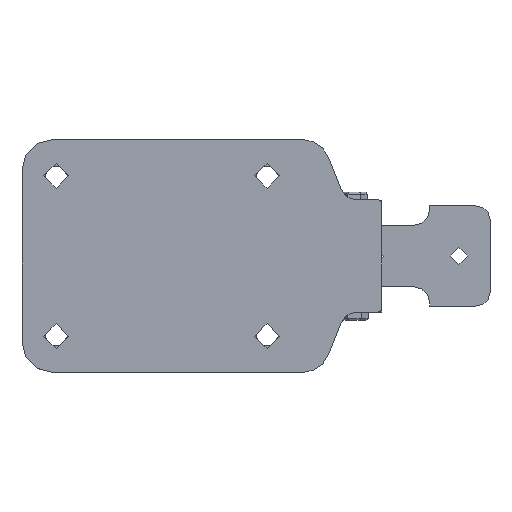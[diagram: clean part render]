
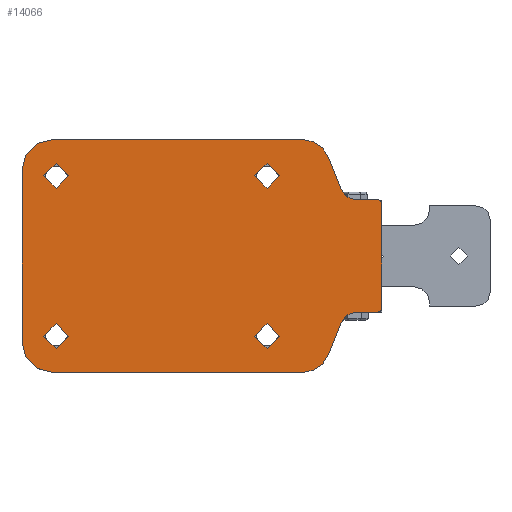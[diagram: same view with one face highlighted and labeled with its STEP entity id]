
A CAD part, top view. The second image highlights one B-rep face of the part: STEP entity #14066.
In plain terms, the highlighted planar face has unit normal (0, 0, 1).
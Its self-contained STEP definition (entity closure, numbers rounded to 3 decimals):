
#580=FACE_BOUND('',#2461,.T.);
#581=FACE_BOUND('',#2462,.T.);
#582=FACE_BOUND('',#2463,.T.);
#583=FACE_BOUND('',#2464,.T.);
#912=PLANE('',#15479);
#1621=FACE_OUTER_BOUND('',#2460,.T.);
#2460=EDGE_LOOP('',(#11732,#11733,#11734,#11735,#11736,#11737,#11738,#11739,
#11740,#11741,#11742,#11743,#11744,#11745,#11746,#11747));
#2461=EDGE_LOOP('',(#11748));
#2462=EDGE_LOOP('',(#11749));
#2463=EDGE_LOOP('',(#11750));
#2464=EDGE_LOOP('',(#11751));
#3460=LINE('',#22985,#4762);
#3508=LINE('',#23101,#4810);
#3510=LINE('',#23105,#4812);
#3624=LINE('',#23394,#4926);
#3627=LINE('',#23402,#4929);
#3655=LINE('',#23468,#4957);
#3657=LINE('',#23475,#4959);
#3685=LINE('',#23542,#4987);
#4762=VECTOR('',#18032,1000.);
#4810=VECTOR('',#18112,1000.);
#4812=VECTOR('',#18116,1000.);
#4926=VECTOR('',#18394,1000.);
#4929=VECTOR('',#18403,1000.);
#4957=VECTOR('',#18483,1000.);
#4959=VECTOR('',#18491,1000.);
#4987=VECTOR('',#18573,1000.);
#5625=CIRCLE('',#15298,6.25);
#5627=CIRCLE('',#15301,6.25);
#5629=CIRCLE('',#15304,6.25);
#5631=CIRCLE('',#15307,6.25);
#5634=CIRCLE('',#15311,14.);
#5635=CIRCLE('',#15313,14.);
#5638=CIRCLE('',#15317,15.);
#5640=CIRCLE('',#15320,15.);
#5685=CIRCLE('',#15422,8.);
#5686=CIRCLE('',#15425,2.);
#5690=CIRCLE('',#15451,8.);
#5691=CIRCLE('',#15454,2.);
#6521=VERTEX_POINT('',#22924);
#6523=VERTEX_POINT('',#22930);
#6525=VERTEX_POINT('',#22936);
#6527=VERTEX_POINT('',#22942);
#6531=VERTEX_POINT('',#22951);
#6532=VERTEX_POINT('',#22953);
#6533=VERTEX_POINT('',#22957);
#6534=VERTEX_POINT('',#22958);
#6539=VERTEX_POINT('',#22969);
#6540=VERTEX_POINT('',#22971);
#6543=VERTEX_POINT('',#22978);
#6544=VERTEX_POINT('',#22980);
#6597=VERTEX_POINT('',#23103);
#6690=VERTEX_POINT('',#23393);
#6691=VERTEX_POINT('',#23397);
#6692=VERTEX_POINT('',#23401);
#6693=VERTEX_POINT('',#23405);
#6705=VERTEX_POINT('',#23470);
#6706=VERTEX_POINT('',#23474);
#6707=VERTEX_POINT('',#23478);
#8167=EDGE_CURVE('',#6521,#6521,#5625,.T.);
#8170=EDGE_CURVE('',#6523,#6523,#5627,.T.);
#8173=EDGE_CURVE('',#6525,#6525,#5629,.T.);
#8176=EDGE_CURVE('',#6527,#6527,#5631,.T.);
#8181=EDGE_CURVE('',#6531,#6532,#5634,.T.);
#8183=EDGE_CURVE('',#6533,#6534,#5635,.T.);
#8189=EDGE_CURVE('',#6539,#6540,#5638,.T.);
#8193=EDGE_CURVE('',#6543,#6544,#5640,.T.);
#8196=EDGE_CURVE('',#6534,#6543,#3460,.F.);
#8258=EDGE_CURVE('',#6531,#6540,#3508,.T.);
#8260=EDGE_CURVE('',#6597,#6533,#3510,.T.);
#8404=EDGE_CURVE('',#6690,#6532,#3624,.T.);
#8406=EDGE_CURVE('',#6691,#6690,#5685,.T.);
#8408=EDGE_CURVE('',#6692,#6691,#3627,.T.);
#8410=EDGE_CURVE('',#6693,#6692,#5686,.T.);
#8440=EDGE_CURVE('',#6544,#6539,#3655,.T.);
#8441=EDGE_CURVE('',#6705,#6597,#5690,.T.);
#8443=EDGE_CURVE('',#6706,#6705,#3657,.T.);
#8445=EDGE_CURVE('',#6707,#6706,#5691,.T.);
#8475=EDGE_CURVE('',#6693,#6707,#3685,.T.);
#11732=ORIENTED_EDGE('',*,*,#8193,.F.);
#11733=ORIENTED_EDGE('',*,*,#8196,.F.);
#11734=ORIENTED_EDGE('',*,*,#8183,.F.);
#11735=ORIENTED_EDGE('',*,*,#8260,.F.);
#11736=ORIENTED_EDGE('',*,*,#8441,.F.);
#11737=ORIENTED_EDGE('',*,*,#8443,.F.);
#11738=ORIENTED_EDGE('',*,*,#8445,.F.);
#11739=ORIENTED_EDGE('',*,*,#8475,.F.);
#11740=ORIENTED_EDGE('',*,*,#8410,.T.);
#11741=ORIENTED_EDGE('',*,*,#8408,.T.);
#11742=ORIENTED_EDGE('',*,*,#8406,.T.);
#11743=ORIENTED_EDGE('',*,*,#8404,.T.);
#11744=ORIENTED_EDGE('',*,*,#8181,.F.);
#11745=ORIENTED_EDGE('',*,*,#8258,.T.);
#11746=ORIENTED_EDGE('',*,*,#8189,.F.);
#11747=ORIENTED_EDGE('',*,*,#8440,.F.);
#11748=ORIENTED_EDGE('',*,*,#8176,.T.);
#11749=ORIENTED_EDGE('',*,*,#8173,.T.);
#11750=ORIENTED_EDGE('',*,*,#8170,.T.);
#11751=ORIENTED_EDGE('',*,*,#8167,.T.);
#14066=ADVANCED_FACE('',(#1621,#580,#581,#582,#583),#912,.F.);
#15298=AXIS2_PLACEMENT_3D('',#22925,#17971,#17972);
#15301=AXIS2_PLACEMENT_3D('',#22931,#17978,#17979);
#15304=AXIS2_PLACEMENT_3D('',#22937,#17985,#17986);
#15307=AXIS2_PLACEMENT_3D('',#22943,#17992,#17993);
#15311=AXIS2_PLACEMENT_3D('',#22954,#18002,#18003);
#15313=AXIS2_PLACEMENT_3D('',#22959,#18007,#18008);
#15317=AXIS2_PLACEMENT_3D('',#22972,#18018,#18019);
#15320=AXIS2_PLACEMENT_3D('',#22981,#18026,#18027);
#15422=AXIS2_PLACEMENT_3D('',#23398,#18398,#18399);
#15425=AXIS2_PLACEMENT_3D('',#23406,#18407,#18408);
#15451=AXIS2_PLACEMENT_3D('',#23471,#18486,#18487);
#15454=AXIS2_PLACEMENT_3D('',#23479,#18495,#18496);
#15479=AXIS2_PLACEMENT_3D('',#23541,#18571,#18572);
#17971=DIRECTION('center_axis',(0.,0.,-1.));
#17972=DIRECTION('ref_axis',(1.,0.,0.));
#17978=DIRECTION('center_axis',(0.,0.,-1.));
#17979=DIRECTION('ref_axis',(1.,0.,0.));
#17985=DIRECTION('center_axis',(0.,0.,-1.));
#17986=DIRECTION('ref_axis',(1.,0.,0.));
#17992=DIRECTION('center_axis',(0.,0.,-1.));
#17993=DIRECTION('ref_axis',(1.,0.,0.));
#18002=DIRECTION('center_axis',(0.,0.,-1.));
#18003=DIRECTION('ref_axis',(0.562,0.827,0.));
#18007=DIRECTION('center_axis',(0.,0.,-1.));
#18008=DIRECTION('ref_axis',(0.562,-0.827,0.));
#18018=DIRECTION('center_axis',(0.,0.,-1.));
#18019=DIRECTION('ref_axis',(-0.707,0.707,0.));
#18026=DIRECTION('center_axis',(0.,0.,-1.));
#18027=DIRECTION('ref_axis',(-0.707,-0.707,0.));
#18032=DIRECTION('',(1.,0.,0.));
#18112=DIRECTION('',(-1.,0.,0.));
#18116=DIRECTION('',(-0.369,-0.929,0.));
#18394=DIRECTION('',(-0.369,0.929,0.));
#18398=DIRECTION('center_axis',(0.,0.,-1.));
#18399=DIRECTION('ref_axis',(0.,-1.,0.));
#18403=DIRECTION('',(-1.,0.,0.));
#18407=DIRECTION('center_axis',(0.,0.,1.));
#18408=DIRECTION('ref_axis',(0.,1.,0.));
#18483=DIRECTION('',(0.,1.,0.));
#18486=DIRECTION('center_axis',(0.,0.,1.));
#18487=DIRECTION('ref_axis',(0.,1.,0.));
#18491=DIRECTION('',(-1.,0.,0.));
#18495=DIRECTION('center_axis',(0.,0.,-1.));
#18496=DIRECTION('ref_axis',(0.,-1.,0.));
#18571=DIRECTION('center_axis',(0.,0.,-1.));
#18572=DIRECTION('ref_axis',(-1.,0.,0.));
#18573=DIRECTION('',(0.,-1.,0.));
#22924=CARTESIAN_POINT('',(46.95,-40.,17.5));
#22925=CARTESIAN_POINT('Origin',(53.2,-40.,17.5));
#22930=CARTESIAN_POINT('',(-58.05,40.,17.5));
#22931=CARTESIAN_POINT('Origin',(-51.8,40.,17.5));
#22936=CARTESIAN_POINT('',(46.95,40.,17.5));
#22937=CARTESIAN_POINT('Origin',(53.2,40.,17.5));
#22942=CARTESIAN_POINT('',(-58.05,-40.,17.5));
#22943=CARTESIAN_POINT('Origin',(-51.8,-40.,17.5));
#22951=CARTESIAN_POINT('',(70.782,58.,17.5));
#22953=CARTESIAN_POINT('',(83.794,49.167,17.5));
#22954=CARTESIAN_POINT('Origin',(70.782,44.,17.5));
#22957=CARTESIAN_POINT('',(83.794,-49.167,17.5));
#22958=CARTESIAN_POINT('',(70.782,-58.,17.5));
#22959=CARTESIAN_POINT('Origin',(70.782,-44.,17.5));
#22969=CARTESIAN_POINT('',(-68.8,43.,17.5));
#22971=CARTESIAN_POINT('',(-53.8,58.,17.5));
#22972=CARTESIAN_POINT('Origin',(-53.8,43.,17.5));
#22978=CARTESIAN_POINT('',(-53.8,-58.,17.5));
#22980=CARTESIAN_POINT('',(-68.8,-43.,17.5));
#22981=CARTESIAN_POINT('Origin',(-53.8,-43.,17.5));
#22985=CARTESIAN_POINT('',(3.95,-58.,17.5));
#23101=CARTESIAN_POINT('',(3.95,58.,17.5));
#23103=CARTESIAN_POINT('',(90.196,-33.047,17.5));
#23105=CARTESIAN_POINT('',(84.195,-48.157,17.5));
#23393=CARTESIAN_POINT('',(90.196,33.047,17.5));
#23394=CARTESIAN_POINT('',(84.195,48.157,17.5));
#23397=CARTESIAN_POINT('',(97.631,28.,17.5));
#23398=CARTESIAN_POINT('Origin',(97.631,36.,17.5));
#23401=CARTESIAN_POINT('',(108.2,28.,17.5));
#23402=CARTESIAN_POINT('',(108.2,28.,17.5));
#23405=CARTESIAN_POINT('',(110.2,26.,17.5));
#23406=CARTESIAN_POINT('Origin',(108.2,26.,17.5));
#23468=CARTESIAN_POINT('',(-68.8,42.,17.5));
#23470=CARTESIAN_POINT('',(97.631,-28.,17.5));
#23471=CARTESIAN_POINT('Origin',(97.631,-36.,17.5));
#23474=CARTESIAN_POINT('',(108.2,-28.,17.5));
#23475=CARTESIAN_POINT('',(108.2,-28.,17.5));
#23478=CARTESIAN_POINT('',(110.2,-26.,17.5));
#23479=CARTESIAN_POINT('Origin',(108.2,-26.,17.5));
#23541=CARTESIAN_POINT('Origin',(0.7,0.,17.5));
#23542=CARTESIAN_POINT('',(110.2,26.,17.5));
